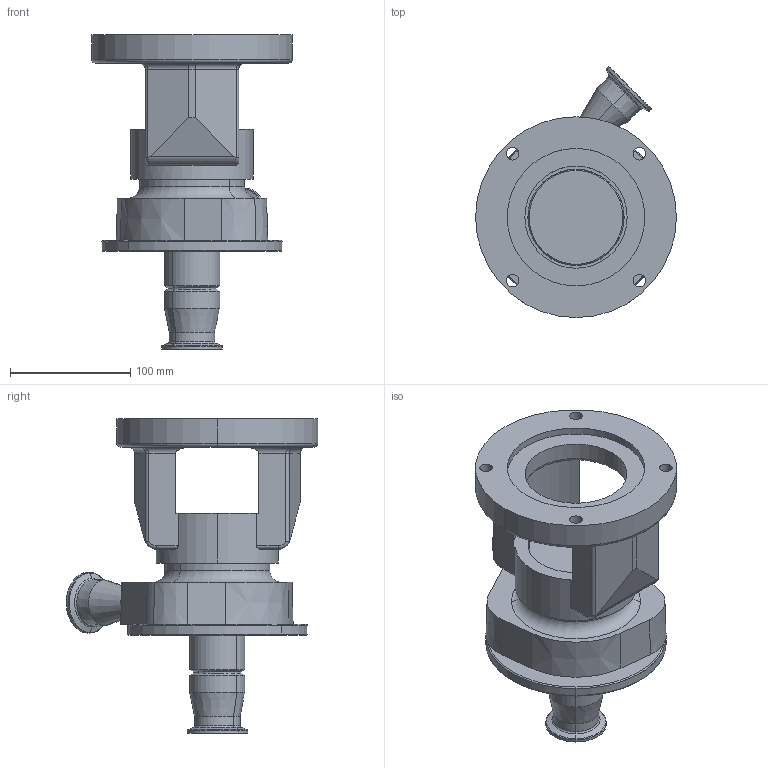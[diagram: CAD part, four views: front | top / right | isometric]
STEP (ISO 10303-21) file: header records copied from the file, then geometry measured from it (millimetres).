
FILE_DESCRIPTION (( 'STEP AP214' ), '1' );
FILE_NAME ('FPR 701-702 56-140TC 45L.STEP', '2023-01-06T19:25:52', ( '' ), ( '' ), 'SwSTEP 2.0', 'SolidWorks 2021', '' );
FILE_SCHEMA (( 'AUTOMOTIVE_DESIGN' ));
Length unit declared in the file: millimetre
Products named in the file (1): FPR 701-702 56-140TC 45L
Bounding box: 167 x 209.15 x 261.5 mm (x, y, z)
Volume: 1446764 mm3; surface area: 242587.7 mm2
Topology: 1 solids, 1 shells, 264 faces, 590 edges, 339 vertices
Faces by surface type: cylinder 82, cone 64, torus 62, plane 50, bspline 4, sphere 2
Entity records: 7784 total; most frequent: CARTESIAN_POINT 1786, DIRECTION 1394, ORIENTED_EDGE 1164, AXIS2_PLACEMENT_3D 593, EDGE_CURVE 582, VERTEX_POINT 339, CIRCLE 332, EDGE_LOOP 297
